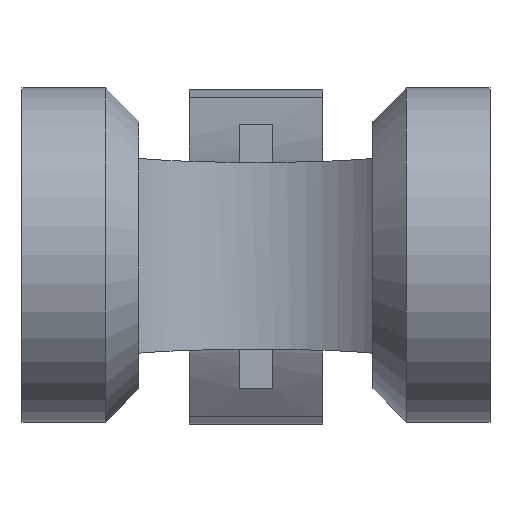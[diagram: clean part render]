
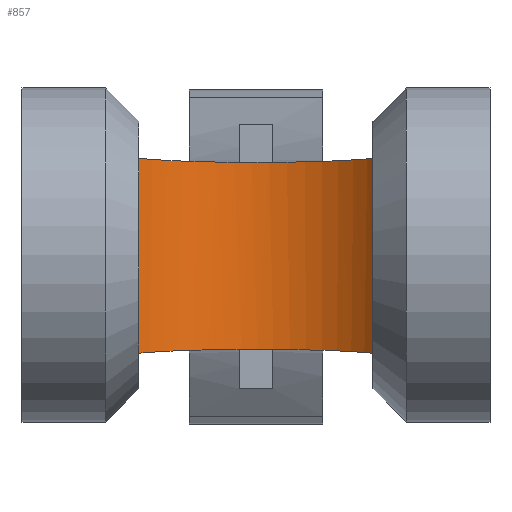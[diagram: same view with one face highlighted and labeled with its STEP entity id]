
A CAD part, top view. The second image highlights one B-rep face of the part: STEP entity #857.
In plain terms, the highlighted cylindrical face has radius 44.45 mm (diameter 88.9 mm), a partial arc.
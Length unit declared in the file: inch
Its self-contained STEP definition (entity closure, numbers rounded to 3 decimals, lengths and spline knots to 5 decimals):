
#65=FACE_OUTER_BOUND('',#115,.T.);
#115=EDGE_LOOP('',(#617,#618,#619,#620));
#158=B_SPLINE_CURVE_WITH_KNOTS('',3,(#1307,#1308,#1309,#1310,#1311,#1312,
#1313,#1314,#1315,#1316,#1317,#1318,#1319,#1320,#1321,#1322,#1323,#1324,
#1325,#1326,#1327,#1328,#1329,#1330,#1331,#1332,#1333,#1334,#1335,#1336,
#1337,#1338,#1339,#1340,#1341,#1342,#1343,#1344,#1345,#1346),
 .UNSPECIFIED.,.F.,.F.,(4,3,3,3,3,3,3,3,3,3,3,3,3,4),(-5.78462,
-5.77799,-5.38396,-4.94303,-4.69486,
-4.43365,-3.9932,-3.81683,-3.52422,
-3.08304,-2.90316,-2.557,-2.11602,
-1.9397),.UNSPECIFIED.);
#167=B_SPLINE_CURVE_WITH_KNOTS('',3,(#1532,#1533,#1534,#1535,#1536,#1537,
#1538,#1539,#1540,#1541,#1542,#1543,#1544,#1545,#1546,#1547,#1548,#1549,
#1550,#1551,#1552,#1553,#1554,#1555,#1556,#1557,#1558,#1559,#1560,#1561,
#1562,#1563,#1564,#1565,#1566,#1567,#1568,#1569,#1570,#1571),
 .UNSPECIFIED.,.F.,.F.,(4,3,3,3,3,3,3,3,3,3,3,3,3,4),(-5.78461,
-5.6658,-5.40166,-4.96111,-4.79027,
-4.49927,-4.03856,-3.85575,-3.46476,
-3.02402,-2.86352,-2.52148,-2.08063,
-1.93969),.UNSPECIFIED.);
#261=LINE('',#1589,#299);
#262=LINE('',#1590,#300);
#299=VECTOR('',#1133,137.79528);
#300=VECTOR('',#1134,137.79528);
#323=VERTEX_POINT('',#1304);
#324=VERTEX_POINT('',#1306);
#365=VERTEX_POINT('',#1529);
#366=VERTEX_POINT('',#1531);
#414=EDGE_CURVE('',#324,#323,#158,.T.);
#464=EDGE_CURVE('',#366,#365,#167,.T.);
#473=EDGE_CURVE('',#366,#323,#261,.T.);
#474=EDGE_CURVE('',#365,#324,#262,.T.);
#617=ORIENTED_EDGE('',*,*,#473,.F.);
#618=ORIENTED_EDGE('',*,*,#464,.T.);
#619=ORIENTED_EDGE('',*,*,#474,.T.);
#620=ORIENTED_EDGE('',*,*,#414,.T.);
#793=CYLINDRICAL_SURFACE('',#952,1.75);
#857=ADVANCED_FACE('',(#65),#793,.F.);
#952=AXIS2_PLACEMENT_3D('',#1588,#1131,#1132);
#1131=DIRECTION('center_axis',(0.,1.,0.));
#1132=DIRECTION('ref_axis',(0.,0.,-1.));
#1133=DIRECTION('',(0.,-1.,0.));
#1134=DIRECTION('',(0.,-1.,0.));
#1304=CARTESIAN_POINT('',(1.75,-1.19408,-2.44989));
#1306=CARTESIAN_POINT('',(-1.75,-1.19408,-2.44989));
#1307=CARTESIAN_POINT('Ctrl Pts',(-1.75,-1.19408,-2.44989));
#1308=CARTESIAN_POINT('Ctrl Pts',(-1.75,-1.19353,-2.4529));
#1309=CARTESIAN_POINT('Ctrl Pts',(-1.74999,-1.19299,-2.4559));
#1310=CARTESIAN_POINT('Ctrl Pts',(-1.74998,-1.19245,-2.45891));
#1311=CARTESIAN_POINT('Ctrl Pts',(-1.74906,-1.16034,-2.63736));
#1312=CARTESIAN_POINT('Ctrl Pts',(-1.71964,-1.12978,-2.82609));
#1313=CARTESIAN_POINT('Ctrl Pts',(-1.65916,-1.10385,-3.00641));
#1314=CARTESIAN_POINT('Ctrl Pts',(-1.59147,-1.07483,-3.20819));
#1315=CARTESIAN_POINT('Ctrl Pts',(-1.48467,-1.05154,-3.39933));
#1316=CARTESIAN_POINT('Ctrl Pts',(-1.35289,-1.03422,-3.55994));
#1317=CARTESIAN_POINT('Ctrl Pts',(-1.27873,-1.02447,-3.65033));
#1318=CARTESIAN_POINT('Ctrl Pts',(-1.19886,-1.01663,-3.73013));
#1319=CARTESIAN_POINT('Ctrl Pts',(-1.10818,-1.0098,-3.80432));
#1320=CARTESIAN_POINT('Ctrl Pts',(-1.01273,-1.00261,-3.88241));
#1321=CARTESIAN_POINT('Ctrl Pts',(-0.90641,-0.99677,
-3.95227));
#1322=CARTESIAN_POINT('Ctrl Pts',(-0.79311,-0.99223,
-4.00987));
#1323=CARTESIAN_POINT('Ctrl Pts',(-0.60207,-0.98456,
-4.107));
#1324=CARTESIAN_POINT('Ctrl Pts',(-0.39063,-0.98051,
-4.16846));
#1325=CARTESIAN_POINT('Ctrl Pts',(-0.18318,-0.97904,
-4.1903));
#1326=CARTESIAN_POINT('Ctrl Pts',(-0.1001,-0.97845,
-4.19904));
#1327=CARTESIAN_POINT('Ctrl Pts',(-0.01907,-0.97827,
-4.20172));
#1328=CARTESIAN_POINT('Ctrl Pts',(0.06286,-0.97847,
-4.19878));
#1329=CARTESIAN_POINT('Ctrl Pts',(0.19879,-0.97879,
-4.19389));
#1330=CARTESIAN_POINT('Ctrl Pts',(0.3391,-0.98019,
-4.17261));
#1331=CARTESIAN_POINT('Ctrl Pts',(0.47587,-0.98293,
-4.13397));
#1332=CARTESIAN_POINT('Ctrl Pts',(0.68207,-0.98706,
-4.0757));
#1333=CARTESIAN_POINT('Ctrl Pts',(0.87974,-0.99432,
-3.97725));
#1334=CARTESIAN_POINT('Ctrl Pts',(1.04816,-1.00554,-3.85128));
#1335=CARTESIAN_POINT('Ctrl Pts',(1.11683,-1.01012,-3.79992));
#1336=CARTESIAN_POINT('Ctrl Pts',(1.18057,-1.01533,-3.74434));
#1337=CARTESIAN_POINT('Ctrl Pts',(1.23883,-1.02115,-3.68595));
#1338=CARTESIAN_POINT('Ctrl Pts',(1.35094,-1.03235,-3.57358));
#1339=CARTESIAN_POINT('Ctrl Pts',(1.45247,-1.04689,-3.44025));
#1340=CARTESIAN_POINT('Ctrl Pts',(1.53309,-1.06521,-3.29379));
#1341=CARTESIAN_POINT('Ctrl Pts',(1.63579,-1.08855,-3.1072));
#1342=CARTESIAN_POINT('Ctrl Pts',(1.704,-1.11822,-2.89939));
#1343=CARTESIAN_POINT('Ctrl Pts',(1.73294,-1.15204,-2.69362));
#1344=CARTESIAN_POINT('Ctrl Pts',(1.74452,-1.16557,-2.61135));
#1345=CARTESIAN_POINT('Ctrl Pts',(1.75,-1.17961,-2.53002));
#1346=CARTESIAN_POINT('Ctrl Pts',(1.75,-1.19408,-2.44989));
#1529=CARTESIAN_POINT('',(-1.75,1.19557,-2.45011));
#1531=CARTESIAN_POINT('',(1.75,1.19557,-2.45011));
#1532=CARTESIAN_POINT('Ctrl Pts',(1.75,1.19557,-2.45011));
#1533=CARTESIAN_POINT('Ctrl Pts',(1.75,1.18578,-2.50427));
#1534=CARTESIAN_POINT('Ctrl Pts',(1.74752,1.17627,-2.5585));
#1535=CARTESIAN_POINT('Ctrl Pts',(1.74234,1.1669,-2.61362));
#1536=CARTESIAN_POINT('Ctrl Pts',(1.73084,1.14608,-2.73616));
#1537=CARTESIAN_POINT('Ctrl Pts',(1.70585,1.12642,-2.86096));
#1538=CARTESIAN_POINT('Ctrl Pts',(1.6671,1.10875,-2.98233));
#1539=CARTESIAN_POINT('Ctrl Pts',(1.60248,1.07928,-3.18475));
#1540=CARTESIAN_POINT('Ctrl Pts',(1.49862,1.05546,-3.37744));
#1541=CARTESIAN_POINT('Ctrl Pts',(1.36893,1.03766,-3.5403));
#1542=CARTESIAN_POINT('Ctrl Pts',(1.31863,1.03076,-3.60345));
#1543=CARTESIAN_POINT('Ctrl Pts',(1.26538,1.02479,-3.66152));
#1544=CARTESIAN_POINT('Ctrl Pts',(1.20829,1.01945,-3.71601));
#1545=CARTESIAN_POINT('Ctrl Pts',(1.11105,1.01036,-3.80882));
#1546=CARTESIAN_POINT('Ctrl Pts',(0.99909,1.0029,-3.89378));
#1547=CARTESIAN_POINT('Ctrl Pts',(0.87702,0.9971,-3.96447));
#1548=CARTESIAN_POINT('Ctrl Pts',(0.68375,0.98792,-4.0764));
#1549=CARTESIAN_POINT('Ctrl Pts',(0.465,0.98286,-4.15145));
#1550=CARTESIAN_POINT('Ctrl Pts',(0.24731,0.98074,-4.18253));
#1551=CARTESIAN_POINT('Ctrl Pts',(0.16093,0.9799,-4.19486));
#1552=CARTESIAN_POINT('Ctrl Pts',(0.07518,0.97953,
-4.2005));
#1553=CARTESIAN_POINT('Ctrl Pts',(-0.00893,0.97956,
-4.20007));
#1554=CARTESIAN_POINT('Ctrl Pts',(-0.18885,0.97962,
-4.19915));
#1555=CARTESIAN_POINT('Ctrl Pts',(-0.37839,0.98153,
-4.16927));
#1556=CARTESIAN_POINT('Ctrl Pts',(-0.55883,0.98596,-4.10847));
#1557=CARTESIAN_POINT('Ctrl Pts',(-0.76223,0.99095,
-4.03993));
#1558=CARTESIAN_POINT('Ctrl Pts',(-0.95397,0.99925,
-3.93186));
#1559=CARTESIAN_POINT('Ctrl Pts',(-1.11425,1.0115,-3.79952));
#1560=CARTESIAN_POINT('Ctrl Pts',(-1.17261,1.01596,-3.75133));
#1561=CARTESIAN_POINT('Ctrl Pts',(-1.22618,1.02085,-3.7009));
#1562=CARTESIAN_POINT('Ctrl Pts',(-1.277,1.0264,-3.64666));
#1563=CARTESIAN_POINT('Ctrl Pts',(-1.38531,1.03824,-3.53107));
#1564=CARTESIAN_POINT('Ctrl Pts',(-1.48185,1.05345,-3.3956));
#1565=CARTESIAN_POINT('Ctrl Pts',(-1.55731,1.07232,-3.24841));
#1566=CARTESIAN_POINT('Ctrl Pts',(-1.65456,1.09665,-3.05869));
#1567=CARTESIAN_POINT('Ctrl Pts',(-1.71631,1.12731,-2.84932));
#1568=CARTESIAN_POINT('Ctrl Pts',(-1.7392,1.16173,-2.64424));
#1569=CARTESIAN_POINT('Ctrl Pts',(-1.74652,1.17274,-2.57867));
#1570=CARTESIAN_POINT('Ctrl Pts',(-1.75,1.18396,-2.51434));
#1571=CARTESIAN_POINT('Ctrl Pts',(-1.75,1.19557,-2.45011));
#1588=CARTESIAN_POINT('Origin',(0.,2.62575,-2.45024));
#1589=CARTESIAN_POINT('',(1.75,2.62575,-2.45024));
#1590=CARTESIAN_POINT('',(-1.75,2.62575,-2.45024));
